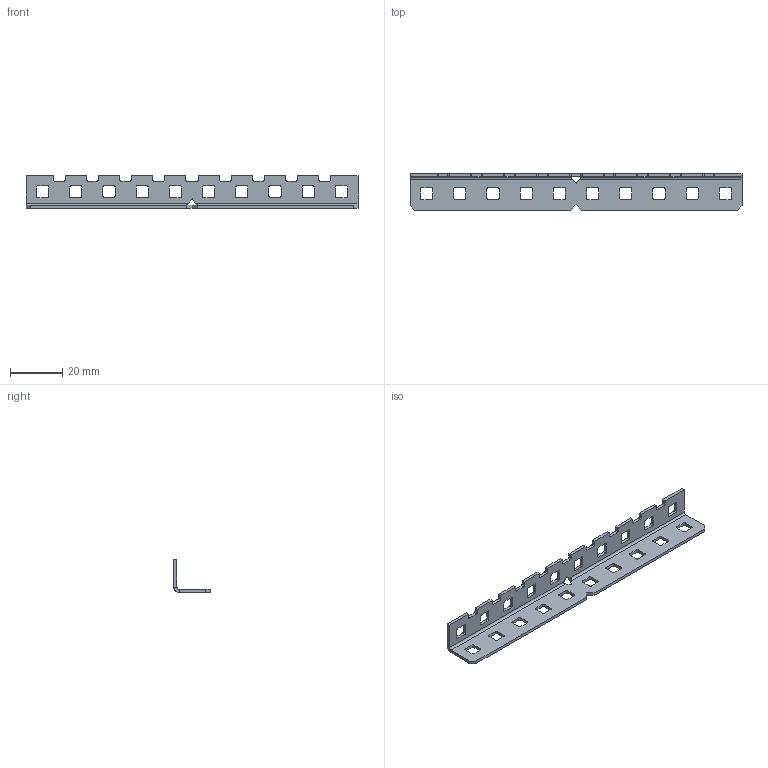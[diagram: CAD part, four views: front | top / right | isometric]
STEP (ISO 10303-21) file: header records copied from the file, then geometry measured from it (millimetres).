
FILE_DESCRIPTION(/* description */ (''),/* implementation_level */ '2;1');
FILE_NAME(/* name */ 'Half C-Channel 1x2x1x10.ipt.step',/* time_stamp */ '2020-04-16T23:02:33-04:00',/* author */ ('Jordan'),/* organization */ (''),/* preprocessor_version */ 'ST-DEVELOPER v17',/* originating_system */ 'Autodesk Inventor 2019',/* authorisation */ '');
FILE_SCHEMA (('AUTOMOTIVE_DESIGN { 1 0 10303 214 3 1 1 }'));
Length unit declared in the file: inch
Products named in the file (1): Half C-Channel 1x2x1x10
Bounding box: 127 x 13.87 x 12.48 mm (x, y, z)
Volume: 3030 mm3; surface area: 6008 mm2
Topology: 1 solids, 1 shells, 243 faces, 751 edges, 513 vertices
Faces by surface type: plane 137, cylinder 102, bspline 4
Entity records: 8576 total; most frequent: CARTESIAN_POINT 1662, DIRECTION 1447, ORIENTED_EDGE 1434, EDGE_CURVE 717, LINE 509, VECTOR 509, VERTEX_POINT 474, AXIS2_PLACEMENT_3D 469
